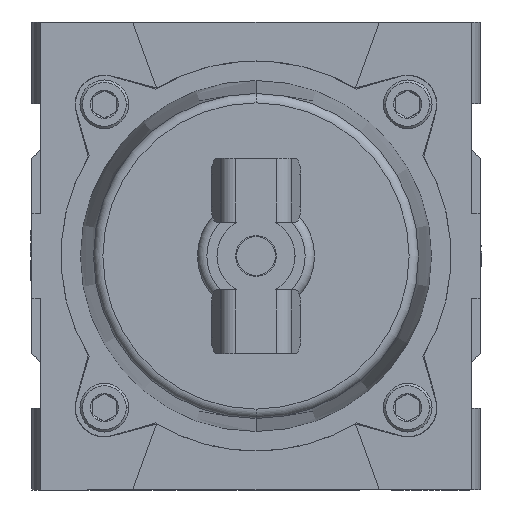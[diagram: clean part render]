
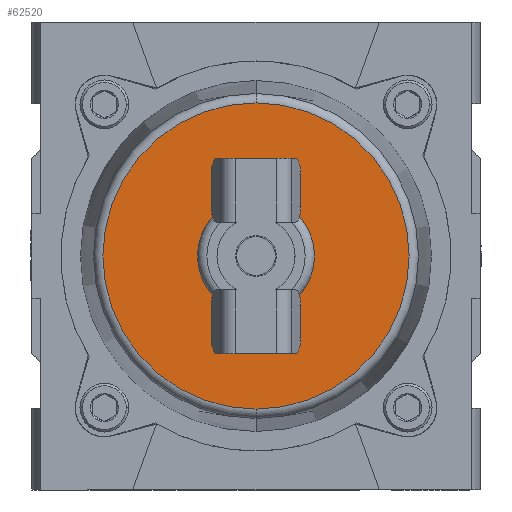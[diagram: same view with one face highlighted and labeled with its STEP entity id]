
A CAD part, front view. The second image highlights one B-rep face of the part: STEP entity #62520.
In plain terms, the highlighted planar face has unit normal (0, -1, 0).
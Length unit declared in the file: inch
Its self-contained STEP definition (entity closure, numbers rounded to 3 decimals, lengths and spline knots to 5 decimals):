
#2690 = VERTEX_POINT ( 'NONE', #29672 ) ;
#4069 = FACE_BOUND ( 'NONE', #25158, .T. ) ;
#4669 = AXIS2_PLACEMENT_3D ( 'NONE', #24547, #63294, #30075 ) ;
#6364 = CARTESIAN_POINT ( 'NONE',  ( 0.51057, -4.54917, -0.44153 ) ) ;
#10892 = EDGE_CURVE ( 'NONE', #12610, #33746, #46989, .T. ) ;
#11998 = DIRECTION ( 'NONE',  ( 0., 0., 1. ) ) ;
#12610 = VERTEX_POINT ( 'NONE', #52866 ) ;
#14553 = CIRCLE ( 'NONE', #45576, 0.375 ) ;
#15758 = AXIS2_PLACEMENT_3D ( 'NONE', #19638, #58389, #25185 ) ;
#18108 = CARTESIAN_POINT ( 'NONE',  ( 0.51057, -4.54917, -0.44153 ) ) ;
#19484 = EDGE_LOOP ( 'NONE', ( #38131, #29537 ) ) ;
#19638 = CARTESIAN_POINT ( 'NONE',  ( 0.51057, -4.54917, -0.44153 ) ) ;
#22252 = AXIS2_PLACEMENT_3D ( 'NONE', #25903, #64706, #31478 ) ;
#23678 = DIRECTION ( 'NONE',  ( 0., 0., 1. ) ) ;
#24547 = CARTESIAN_POINT ( 'NONE',  ( 0.51057, -4.54917, -0.44153 ) ) ;
#25158 = EDGE_LOOP ( 'NONE', ( #33892, #51799 ) ) ;
#25185 = DIRECTION ( 'NONE',  ( 0., 0., 1. ) ) ;
#25903 = CARTESIAN_POINT ( 'NONE',  ( 0.51057, -4.54917, -0.44153 ) ) ;
#29537 = ORIENTED_EDGE ( 'NONE', *, *, #34357, .T. ) ;
#29672 = CARTESIAN_POINT ( 'NONE',  ( 0.51057, -4.54917, 0.53995 ) ) ;
#30075 = DIRECTION ( 'NONE',  ( 0., 0., 1. ) ) ;
#31478 = DIRECTION ( 'NONE',  ( 0., 0., 1. ) ) ;
#33561 = FACE_OUTER_BOUND ( 'NONE', #19484, .T. ) ;
#33746 = VERTEX_POINT ( 'NONE', #67982 ) ;
#33892 = ORIENTED_EDGE ( 'NONE', *, *, #43427, .F. ) ;
#34103 = EDGE_CURVE ( 'NONE', #2690, #58525, #57012, .T. ) ;
#34357 = EDGE_CURVE ( 'NONE', #58525, #2690, #44870, .T. ) ;
#35114 = PLANE ( 'NONE',  #15758 ) ;
#38131 = ORIENTED_EDGE ( 'NONE', *, *, #34103, .T. ) ;
#43427 = EDGE_CURVE ( 'NONE', #33746, #12610, #14553, .T. ) ;
#44870 = CIRCLE ( 'NONE', #22252, 0.98148 ) ;
#45181 = DIRECTION ( 'NONE',  ( 0., -1., 0. ) ) ;
#45576 = AXIS2_PLACEMENT_3D ( 'NONE', #18108, #56856, #23678 ) ;
#46989 = CIRCLE ( 'NONE', #4669, 0.375 ) ;
#51799 = ORIENTED_EDGE ( 'NONE', *, *, #10892, .F. ) ;
#52866 = CARTESIAN_POINT ( 'NONE',  ( 0.51057, -4.54917, -0.81653 ) ) ;
#56856 = DIRECTION ( 'NONE',  ( 0., -1., 0. ) ) ;
#57012 = CIRCLE ( 'NONE', #60785, 0.98148 ) ;
#58389 = DIRECTION ( 'NONE',  ( 0., 1., 0. ) ) ;
#58525 = VERTEX_POINT ( 'NONE', #68931 ) ;
#60785 = AXIS2_PLACEMENT_3D ( 'NONE', #6364, #45181, #11998 ) ;
#62520 = ADVANCED_FACE ( 'NONE', ( #4069, #33561 ), #35114, .F. ) ;
#63294 = DIRECTION ( 'NONE',  ( 0., -1., 0. ) ) ;
#64706 = DIRECTION ( 'NONE',  ( 0., -1., 0. ) ) ;
#67982 = CARTESIAN_POINT ( 'NONE',  ( 0.51057, -4.54917, -0.06653 ) ) ;
#68931 = CARTESIAN_POINT ( 'NONE',  ( 0.51057, -4.54917, -1.42301 ) ) ;
